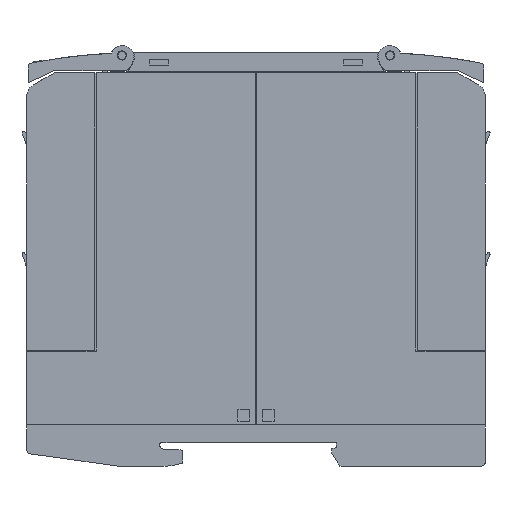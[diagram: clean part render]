
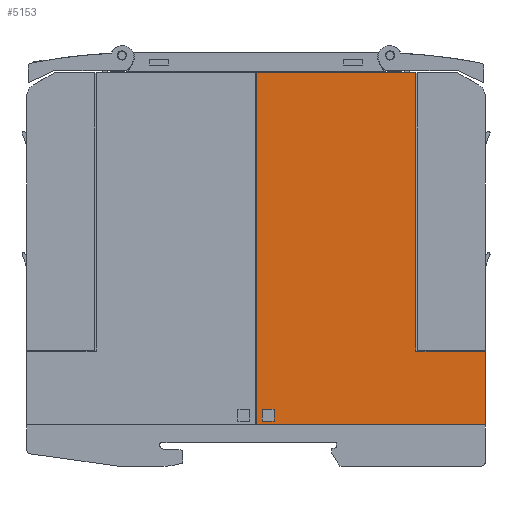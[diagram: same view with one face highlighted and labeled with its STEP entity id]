
A CAD part, left-side view. The second image highlights one B-rep face of the part: STEP entity #5153.
In plain terms, the highlighted planar face has unit normal (-1, 0, 0).
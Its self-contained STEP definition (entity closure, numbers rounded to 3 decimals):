
#5153=ADVANCED_FACE('',(#10483,#10484),#10485,.T.);
#10483=FACE_BOUND('',#15883,.T.);
#10484=FACE_OUTER_BOUND('',#15884,.T.);
#10485=PLANE('',#15885);
#15883=EDGE_LOOP('',(#32385,#32386,#32387,#32388));
#15884=EDGE_LOOP('',(#32389,#32390,#32391,#32392,#32393,#32394));
#15885=AXIS2_PLACEMENT_3D('',#32395,#32396,#32397);
#32385=ORIENTED_EDGE('',*,*,#39532,.T.);
#32386=ORIENTED_EDGE('',*,*,#39508,.T.);
#32387=ORIENTED_EDGE('',*,*,#39516,.T.);
#32388=ORIENTED_EDGE('',*,*,#39529,.T.);
#32389=ORIENTED_EDGE('',*,*,#33596,.T.);
#32390=ORIENTED_EDGE('',*,*,#39534,.T.);
#32391=ORIENTED_EDGE('',*,*,#39542,.T.);
#32392=ORIENTED_EDGE('',*,*,#39522,.F.);
#32393=ORIENTED_EDGE('',*,*,#39543,.T.);
#32394=ORIENTED_EDGE('',*,*,#39538,.T.);
#32395=CARTESIAN_POINT('',(0.0,25.98,9.001));
#32396=DIRECTION('',(-1.0,0.0,0.0));
#32397=DIRECTION('',(0.0,-1.0,0.0));
#33596=EDGE_CURVE('',#40622,#40626,#40628,.T.);
#39508=EDGE_CURVE('',#49418,#49416,#49419,.T.);
#39516=EDGE_CURVE('',#49416,#49427,#49429,.T.);
#39522=EDGE_CURVE('',#49438,#49440,#49441,.T.);
#39529=EDGE_CURVE('',#49427,#49450,#49452,.T.);
#39532=EDGE_CURVE('',#49450,#49418,#49455,.T.);
#39534=EDGE_CURVE('',#40626,#49457,#49458,.T.);
#39538=EDGE_CURVE('',#49463,#40622,#49464,.T.);
#39542=EDGE_CURVE('',#49457,#49440,#49469,.T.);
#39543=EDGE_CURVE('',#49438,#49463,#49470,.T.);
#40622=VERTEX_POINT('',#51134);
#40626=VERTEX_POINT('',#51140);
#40628=LINE('',#51143,#51144);
#49416=VERTEX_POINT('',#64251);
#49418=VERTEX_POINT('',#64254);
#49419=LINE('',#64255,#64256);
#49427=VERTEX_POINT('',#64268);
#49429=LINE('',#64271,#64272);
#49438=VERTEX_POINT('',#64284);
#49440=VERTEX_POINT('',#64287);
#49441=LINE('',#64288,#64289);
#49450=VERTEX_POINT('',#64302);
#49452=LINE('',#64305,#64306);
#49455=LINE('',#64310,#64311);
#49457=VERTEX_POINT('',#64313);
#49458=LINE('',#64314,#64315);
#49463=VERTEX_POINT('',#64322);
#49464=LINE('',#64323,#64324);
#49469=LINE('',#64331,#64332);
#49470=LINE('',#64333,#64334);
#51134=CARTESIAN_POINT('',(0.0,1.03,25.101));
#51140=CARTESIAN_POINT('',(0.0,16.13,25.101));
#51143=CARTESIAN_POINT('',(0.0,17.255,25.101));
#51144=VECTOR('',#65326,1.0);
#64251=CARTESIAN_POINT('',(0.0,47.03,12.401));
#64254=CARTESIAN_POINT('',(0.0,49.63,12.401));
#64255=CARTESIAN_POINT('',(0.0,37.155,12.401));
#64256=VECTOR('',#70755,1.0);
#64268=CARTESIAN_POINT('',(0.0,47.03,9.801));
#64271=CARTESIAN_POINT('',(0.0,47.03,10.051));
#64272=VECTOR('',#70761,1.0);
#64284=CARTESIAN_POINT('',(0.0,50.93,9.001));
#64287=CARTESIAN_POINT('',(0.0,50.93,85.801));
#64288=CARTESIAN_POINT('',(0.0,50.93,9.001));
#64289=VECTOR('',#70766,1.0);
#64302=CARTESIAN_POINT('',(0.0,49.63,9.801));
#64305=CARTESIAN_POINT('',(0.0,37.155,9.801));
#64306=VECTOR('',#70772,1.0);
#64310=CARTESIAN_POINT('',(0.0,49.63,10.051));
#64311=VECTOR('',#70774,1.0);
#64313=CARTESIAN_POINT('',(0.0,16.13,85.801));
#64314=CARTESIAN_POINT('',(0.0,16.13,32.226));
#64315=VECTOR('',#70775,1.0);
#64322=CARTESIAN_POINT('',(0.0,1.03,9.001));
#64323=CARTESIAN_POINT('',(0.0,1.03,9.001));
#64324=VECTOR('',#70778,1.0);
#64331=CARTESIAN_POINT('',(0.0,50.93,85.801));
#64332=VECTOR('',#70781,1.0);
#64333=CARTESIAN_POINT('',(0.0,50.93,9.001));
#64334=VECTOR('',#70782,1.0);
#65326=DIRECTION('',(0.0,1.0,-0.0));
#70755=DIRECTION('',(-0.0,-1.0,-0.0));
#70761=DIRECTION('',(-0.0,-0.0,-1.0));
#70766=DIRECTION('',(0.0,0.0,1.0));
#70772=DIRECTION('',(0.0,1.0,-0.0));
#70774=DIRECTION('',(0.0,0.0,1.0));
#70775=DIRECTION('',(0.0,0.0,1.0));
#70778=DIRECTION('',(0.0,0.0,1.0));
#70781=DIRECTION('',(0.0,1.0,-0.0));
#70782=DIRECTION('',(0.0,-1.0,0.0));
